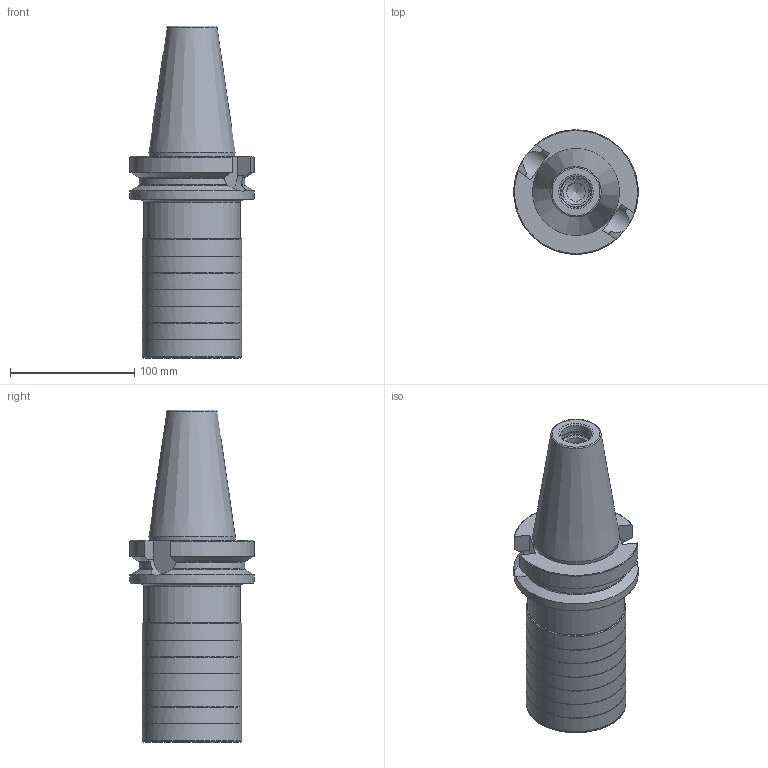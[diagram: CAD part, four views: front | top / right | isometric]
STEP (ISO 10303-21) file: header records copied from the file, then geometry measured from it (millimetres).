
FILE_DESCRIPTION(/* description */ (''),/* implementation_level */ '2;1');
FILE_NAME(/* name */ '202761820ndi000_00.stp',/* time_stamp */ '2019-12-17T12:30:24+01:00',/* author */ (''),/* organization */ (''),/* preprocessor_version */ 'ST-DEVELOPER v16.7',/* originating_system */ 'SIEMENS PLM Software NX 12.0',/* authorisation */ '');
FILE_SCHEMA (('AUTOMOTIVE_DESIGN { 1 0 10303 214 3 1 1 1 }'));
Length unit declared in the file: millimetre
Products named in the file (1): mp540430E42Dnrsq
Bounding box: 100 x 100 x 266.8 mm (x, y, z)
Volume: 1245446.4 mm3; surface area: 133353.5 mm2
Topology: 2 solids, 2 shells, 91 faces, 218 edges, 133 vertices
Faces by surface type: revolution 37, cone 19, plane 12, cylinder 12, torus 11
Full cylindrical faces by diameter (mm): 15 x1, 21 x1, 25 x1, 27 x1, 77.689 x1, 100 x1
Entity records: 2778 total; most frequent: CARTESIAN_POINT 1066, DIRECTION 311, ORIENTED_EDGE 266, EDGE_LOOP 158, FACE_BOUND 136, EDGE_CURVE 133, AXIS2_PLACEMENT_3D 128, VERTEX_POINT 112
